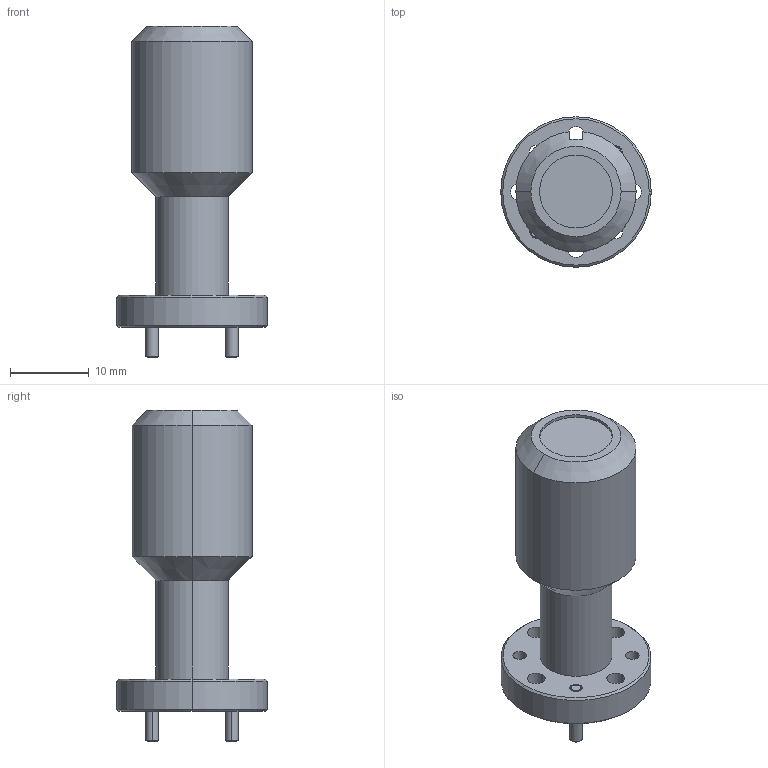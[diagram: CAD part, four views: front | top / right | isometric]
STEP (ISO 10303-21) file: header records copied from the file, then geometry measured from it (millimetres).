
FILE_DESCRIPTION (( 'STEP AP203' ), '1' );
FILE_NAME ('AF-CW17-094-A.STEP', '2022-03-09T01:02:12', ( '' ), ( '' ), 'SwSTEP 2.0', 'SolidWorks 2021', '' );
FILE_SCHEMA (( 'CONFIG_CONTROL_DESIGN' ));
Length unit declared in the file: inch
Products named in the file (1): AF-CW17-094-A
Bounding box: 19.05 x 19.05 x 41.97 mm (x, y, z)
Volume: 5417.5 mm3; surface area: 2578.1 mm2
Topology: 3 solids, 3 shells, 87 faces, 202 edges, 126 vertices
Faces by surface type: cylinder 45, cone 24, plane 18
Entity records: 2625 total; most frequent: DIRECTION 492, CARTESIAN_POINT 438, ORIENTED_EDGE 404, AXIS2_PLACEMENT_3D 208, EDGE_CURVE 202, VERTEX_POINT 126, CIRCLE 120, EDGE_LOOP 108
